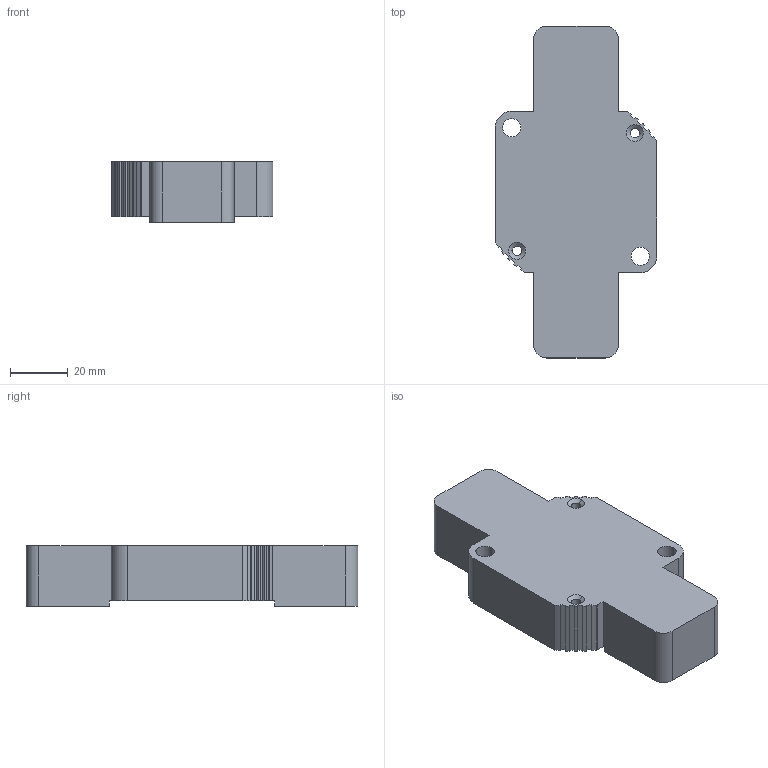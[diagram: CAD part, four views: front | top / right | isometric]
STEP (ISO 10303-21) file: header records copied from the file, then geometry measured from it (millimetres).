
FILE_DESCRIPTION (( 'STEP AP214' ), '1' );
FILE_NAME ('0544.STEP', '2011-05-04T16:21:44', ( 'RUlrich' ), ( 'Genco' ), 'SwSTEP 2.0', 'SolidWorks 2010', '' );
FILE_SCHEMA (( 'AUTOMOTIVE_DESIGN' ));
Length unit declared in the file: inch
Products named in the file (1): 0544
Bounding box: 55.88 x 114.81 x 20.83 mm (x, y, z)
Volume: 23593.7 mm3; surface area: 34668 mm2
Topology: 1 solids, 1 shells, 190 faces, 518 edges, 344 vertices
Faces by surface type: plane 119, cylinder 67, cone 4
Entity records: 6064 total; most frequent: CARTESIAN_POINT 1053, DIRECTION 1038, ORIENTED_EDGE 1036, EDGE_CURVE 518, VECTOR 380, LINE 380, VERTEX_POINT 344, AXIS2_PLACEMENT_3D 329
